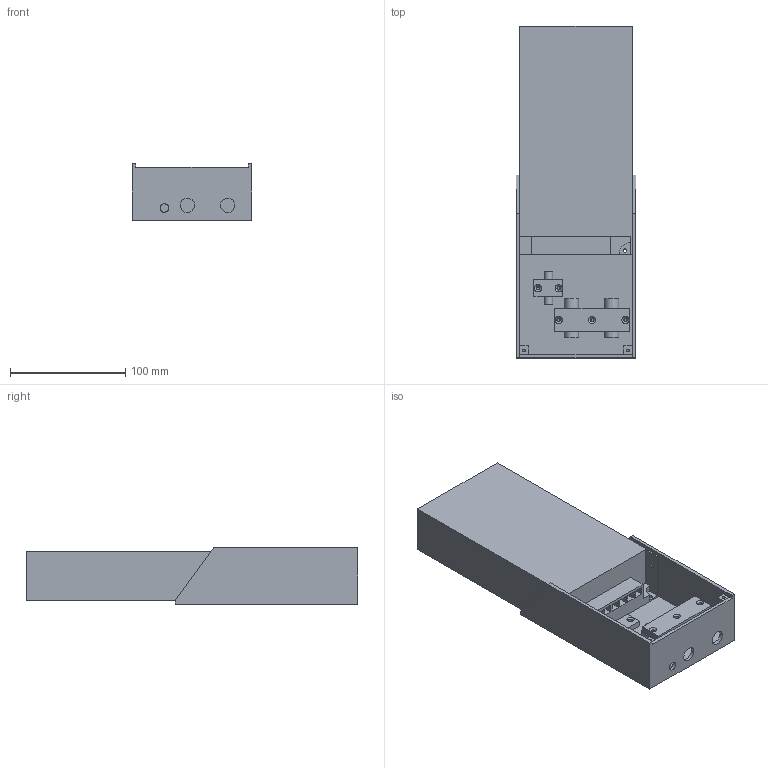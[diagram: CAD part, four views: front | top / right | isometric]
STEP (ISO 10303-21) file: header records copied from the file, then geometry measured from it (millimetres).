
FILE_DESCRIPTION(/* description */ (''),/* implementation_level */ '2;1');
FILE_NAME(/* name */ 'PSU Casing v2.step',/* time_stamp */ '2024-07-06T14:06:16+01:00',/* author */ (''),/* organization */ (''),/* preprocessor_version */ 'ST-DEVELOPER v20',/* originating_system */ 'Autodesk Translation Framework v12.20.1.177',/* authorisation */ '');
FILE_SCHEMA (('AUTOMOTIVE_DESIGN { 1 0 10303 214 3 1 1 }'));
Length unit declared in the file: millimetre
Products named in the file (1): PSU Casing
Bounding box: 104 x 288 x 49 mm (x, y, z)
Volume: 918254.6 mm3; surface area: 145003.2 mm2
Topology: 7 solids, 7 shells, 219 faces, 555 edges, 367 vertices
Faces by surface type: plane 114, cylinder 83, bspline 15, cone 7
Full cylindrical faces by diameter (mm): 2.529 x19, 3 x2, 3.086 x6, 3.2 x2, 3.6 x5, 7.5 x2, 12.5 x4
Entity records: 10449 total; most frequent: CARTESIAN_POINT 5292, ORIENTED_EDGE 1106, DIRECTION 912, EDGE_CURVE 553, VERTEX_POINT 367, LINE 340, VECTOR 340, AXIS2_PLACEMENT_3D 286
